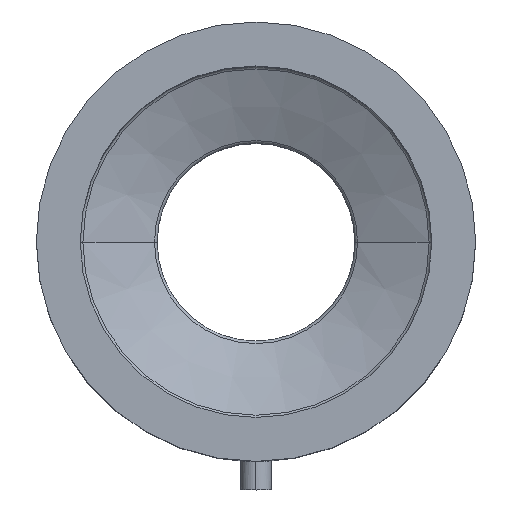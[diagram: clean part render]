
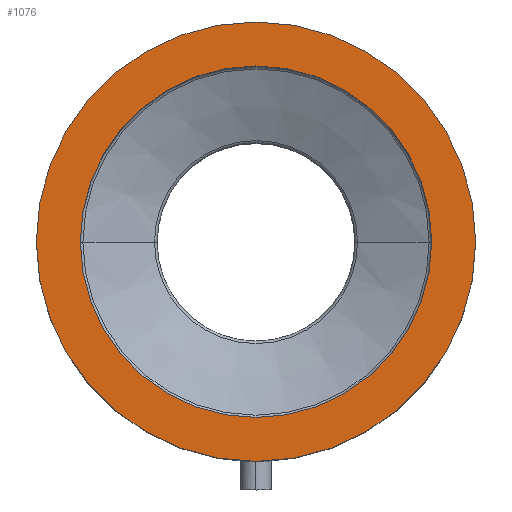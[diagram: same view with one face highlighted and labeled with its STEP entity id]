
A CAD part, top view. The second image highlights one B-rep face of the part: STEP entity #1076.
In plain terms, the highlighted planar face has unit normal (0, 0, 1).
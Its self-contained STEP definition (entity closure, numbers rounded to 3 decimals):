
#50 = VERTEX_POINT ( 'NONE', #1260 ) ;
#115 = EDGE_LOOP ( 'NONE', ( #348, #780 ) ) ;
#141 = EDGE_CURVE ( 'NONE', #547, #886, #498, .T. ) ;
#159 = DIRECTION ( 'NONE',  ( 0., 0., 1. ) ) ;
#162 = DIRECTION ( 'NONE',  ( -1., 0., 0. ) ) ;
#241 = ORIENTED_EDGE ( 'NONE', *, *, #408, .F. ) ;
#262 = ORIENTED_EDGE ( 'NONE', *, *, #141, .F. ) ;
#269 = CARTESIAN_POINT ( 'NONE',  ( -80., 0., 106.59 ) ) ;
#297 = VERTEX_POINT ( 'NONE', #991 ) ;
#312 = CIRCLE ( 'NONE', #1021, 100. ) ;
#348 = ORIENTED_EDGE ( 'NONE', *, *, #443, .T. ) ;
#361 = CARTESIAN_POINT ( 'NONE',  ( 0., 0., 106.59 ) ) ;
#408 = EDGE_CURVE ( 'NONE', #886, #547, #312, .T. ) ;
#443 = EDGE_CURVE ( 'NONE', #50, #297, #561, .T. ) ;
#498 = CIRCLE ( 'NONE', #1102, 100. ) ;
#499 = EDGE_LOOP ( 'NONE', ( #262, #241 ) ) ;
#504 = CARTESIAN_POINT ( 'NONE',  ( 0., 0., 106.59 ) ) ;
#547 = VERTEX_POINT ( 'NONE', #1069 ) ;
#549 = DIRECTION ( 'NONE',  ( 0., 0., -1. ) ) ;
#561 = CIRCLE ( 'NONE', #1234, 80. ) ;
#563 = AXIS2_PLACEMENT_3D ( 'NONE', #269, #159, #1233 ) ;
#614 = DIRECTION ( 'NONE',  ( 0., 0., -1. ) ) ;
#615 = DIRECTION ( 'NONE',  ( -1., 0., 0. ) ) ;
#639 = FACE_BOUND ( 'NONE', #115, .T. ) ;
#660 = CIRCLE ( 'NONE', #1147, 80. ) ;
#699 = CARTESIAN_POINT ( 'NONE',  ( 0., 0., 106.59 ) ) ;
#750 = DIRECTION ( 'NONE',  ( 0., 0., -1. ) ) ;
#780 = ORIENTED_EDGE ( 'NONE', *, *, #1121, .T. ) ;
#811 = DIRECTION ( 'NONE',  ( -1., 0., 0. ) ) ;
#812 = DIRECTION ( 'NONE',  ( 0., 0., -1. ) ) ;
#886 = VERTEX_POINT ( 'NONE', #1022 ) ;
#928 = PLANE ( 'NONE',  #563 ) ;
#991 = CARTESIAN_POINT ( 'NONE',  ( 80., 0., 106.59 ) ) ;
#1016 = DIRECTION ( 'NONE',  ( -1., 0., 0. ) ) ;
#1021 = AXIS2_PLACEMENT_3D ( 'NONE', #361, #750, #162 ) ;
#1022 = CARTESIAN_POINT ( 'NONE',  ( 100., 0., 106.59 ) ) ;
#1028 = FACE_OUTER_BOUND ( 'NONE', #499, .T. ) ;
#1069 = CARTESIAN_POINT ( 'NONE',  ( -100., 0., 106.59 ) ) ;
#1076 = ADVANCED_FACE ( 'NONE', ( #639, #1028 ), #928, .T. ) ;
#1102 = AXIS2_PLACEMENT_3D ( 'NONE', #504, #614, #811 ) ;
#1114 = CARTESIAN_POINT ( 'NONE',  ( 0., 0., 106.59 ) ) ;
#1121 = EDGE_CURVE ( 'NONE', #297, #50, #660, .T. ) ;
#1147 = AXIS2_PLACEMENT_3D ( 'NONE', #699, #812, #615 ) ;
#1233 = DIRECTION ( 'NONE',  ( 1., 0., 0. ) ) ;
#1234 = AXIS2_PLACEMENT_3D ( 'NONE', #1114, #549, #1016 ) ;
#1260 = CARTESIAN_POINT ( 'NONE',  ( -80., 0., 106.59 ) ) ;
